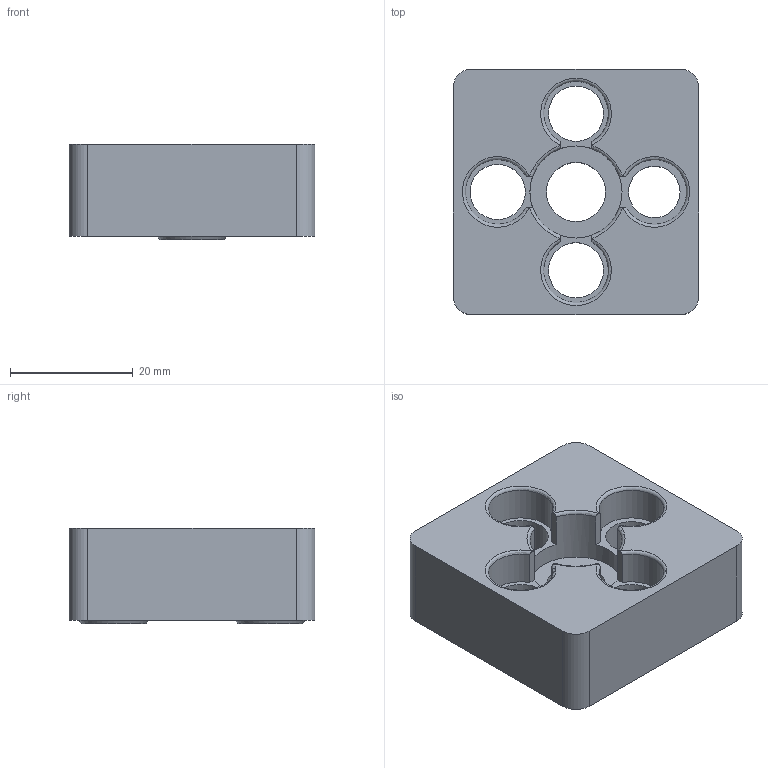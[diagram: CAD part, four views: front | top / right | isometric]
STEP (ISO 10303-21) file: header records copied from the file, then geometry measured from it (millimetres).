
FILE_DESCRIPTION(/* description */ ('STEP AP214'),/* implementation_level */ '2;1');
FILE_NAME(/* name */ ' 093T40401008SS01(high)',/* time_stamp */ '2025-10-06T08:03:57+02:00',/* author */ ('License CC BY-ND 4.0'),/* organization */ ('CADENAS'),/* preprocessor_version */ 'ST-DEVELOPER v19.3',/* originating_system */ 'PARTsolutions',/* authorisation */ ' ');
FILE_SCHEMA (('AUTOMOTIVE_DESIGN {1 0 10303 214 3 1 1}'));
Length unit declared in the file: millimetre
Products named in the file (1):  093T40401008SS01(high)
Bounding box: 40 x 40 x 15.6 mm (x, y, z)
Volume: 13149.8 mm3; surface area: 8801.5 mm2
Topology: 1 solids, 1 shells, 117 faces, 286 edges, 164 vertices
Faces by surface type: cylinder 48, plane 43, sphere 16, torus 8, cone 2
Full cylindrical faces by diameter (mm): 8.376 x1, 9 x3, 9.6 x1, 10.3 x2, 15 x1
Entity records: 4123 total; most frequent: CARTESIAN_POINT 612, DIRECTION 586, ORIENTED_EDGE 518, EDGE_CURVE 259, AXIS2_PLACEMENT_3D 233, VERTEX_POINT 163, EDGE_LOOP 146, FACE_BOUND 146
